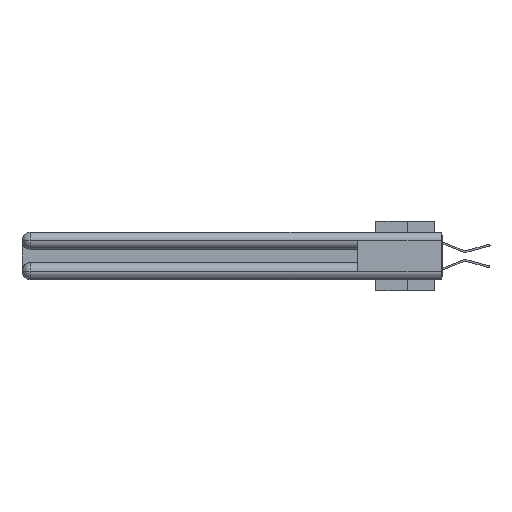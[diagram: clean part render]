
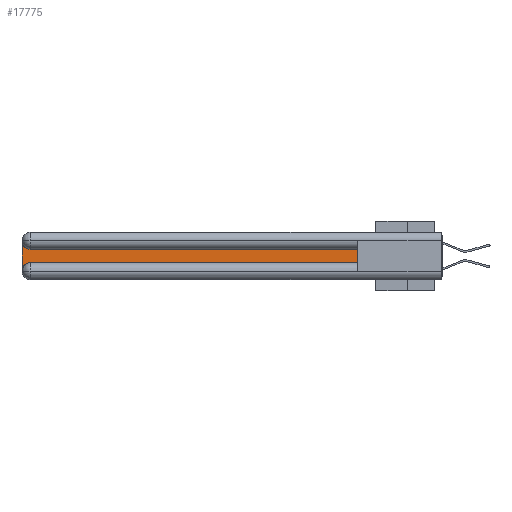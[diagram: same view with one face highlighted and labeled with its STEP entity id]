
A CAD part, left-side view. The second image highlights one B-rep face of the part: STEP entity #17775.
In plain terms, the highlighted planar face has unit normal (-1, 0, 0).
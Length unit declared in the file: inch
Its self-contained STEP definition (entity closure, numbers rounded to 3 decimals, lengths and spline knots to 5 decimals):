
#148 = VERTEX_POINT ( 'NONE', #10793 ) ;
#955 = AXIS2_PLACEMENT_3D ( 'NONE', #13428, #24965, #29834 ) ;
#1808 = EDGE_CURVE ( 'NONE', #148, #4236, #11984, .T. ) ;
#3108 = DIRECTION ( 'NONE',  ( 0., 0., -1. ) ) ;
#3208 = CARTESIAN_POINT ( 'NONE',  ( 0.075, 0.6, -0.2175 ) ) ;
#3268 = ORIENTED_EDGE ( 'NONE', *, *, #28194, .T. ) ;
#3283 = AXIS2_PLACEMENT_3D ( 'NONE', #16983, #26335, #7053 ) ;
#3929 = CARTESIAN_POINT ( 'NONE',  ( 0.075, 0.6, -0.2175 ) ) ;
#4236 = VERTEX_POINT ( 'NONE', #24110 ) ;
#4439 = VERTEX_POINT ( 'NONE', #25328 ) ;
#7053 = DIRECTION ( 'NONE',  ( 0., 0., -1. ) ) ;
#7211 = VECTOR ( 'NONE', #3108, 39.37008 ) ;
#7367 = PLANE ( 'NONE',  #3283 ) ;
#7424 = EDGE_LOOP ( 'NONE', ( #10244, #3268, #21135, #15714, #26092, #18391 ) ) ;
#7634 = CARTESIAN_POINT ( 'NONE',  ( 0.075, 3., -0.2175 ) ) ;
#7756 = LINE ( 'NONE', #30275, #18980 ) ;
#8330 = CARTESIAN_POINT ( 'NONE',  ( 0.075, 0.6, -0.1225 ) ) ;
#8582 = VECTOR ( 'NONE', #8858, 39.37008 ) ;
#8858 = DIRECTION ( 'NONE',  ( 0., -1., 0. ) ) ;
#8927 = VERTEX_POINT ( 'NONE', #11317 ) ;
#9972 = AXIS2_PLACEMENT_3D ( 'NONE', #15876, #25337, #11070 ) ;
#10244 = ORIENTED_EDGE ( 'NONE', *, *, #24538, .T. ) ;
#10475 = VECTOR ( 'NONE', #12748, 39.37008 ) ;
#10793 = CARTESIAN_POINT ( 'NONE',  ( 0.075, 3., -0.0625 ) ) ;
#11070 = DIRECTION ( 'NONE',  ( 0., 0., -1. ) ) ;
#11317 = CARTESIAN_POINT ( 'NONE',  ( 0.075, 2.94, -0.2175 ) ) ;
#11950 = EDGE_CURVE ( 'NONE', #8927, #20683, #21296, .T. ) ;
#11984 = LINE ( 'NONE', #7634, #7211 ) ;
#12532 = EDGE_CURVE ( 'NONE', #20683, #4439, #7756, .T. ) ;
#12748 = DIRECTION ( 'NONE',  ( 0., 1., 0. ) ) ;
#13428 = CARTESIAN_POINT ( 'NONE',  ( 0.075, 2.94, -0.2775 ) ) ;
#15714 = ORIENTED_EDGE ( 'NONE', *, *, #30367, .T. ) ;
#15876 = CARTESIAN_POINT ( 'NONE',  ( 0.075, 2.94, -0.0625 ) ) ;
#16983 = CARTESIAN_POINT ( 'NONE',  ( 0.075, 3., -0.1225 ) ) ;
#17775 = ADVANCED_FACE ( 'NONE', ( #18721 ), #7367, .F. ) ;
#18391 = ORIENTED_EDGE ( 'NONE', *, *, #12532, .T. ) ;
#18621 = CIRCLE ( 'NONE', #955, 0.06 ) ;
#18721 = FACE_OUTER_BOUND ( 'NONE', #7424, .T. ) ;
#18980 = VECTOR ( 'NONE', #27776, 39.37008 ) ;
#19888 = CIRCLE ( 'NONE', #9972, 0.06 ) ;
#20683 = VERTEX_POINT ( 'NONE', #3208 ) ;
#21135 = ORIENTED_EDGE ( 'NONE', *, *, #1808, .T. ) ;
#21296 = LINE ( 'NONE', #3929, #8582 ) ;
#23173 = LINE ( 'NONE', #8330, #10475 ) ;
#24110 = CARTESIAN_POINT ( 'NONE',  ( 0.075, 3., -0.2775 ) ) ;
#24538 = EDGE_CURVE ( 'NONE', #4439, #25771, #23173, .T. ) ;
#24965 = DIRECTION ( 'NONE',  ( 1., 0., 0. ) ) ;
#25328 = CARTESIAN_POINT ( 'NONE',  ( 0.075, 0.6, -0.1225 ) ) ;
#25337 = DIRECTION ( 'NONE',  ( 1., 0., 0. ) ) ;
#25771 = VERTEX_POINT ( 'NONE', #27008 ) ;
#26092 = ORIENTED_EDGE ( 'NONE', *, *, #11950, .T. ) ;
#26335 = DIRECTION ( 'NONE',  ( 1., 0., 0. ) ) ;
#27008 = CARTESIAN_POINT ( 'NONE',  ( 0.075, 2.94, -0.1225 ) ) ;
#27776 = DIRECTION ( 'NONE',  ( 0., 0., 1. ) ) ;
#28194 = EDGE_CURVE ( 'NONE', #25771, #148, #19888, .T. ) ;
#29834 = DIRECTION ( 'NONE',  ( 0., 0., -1. ) ) ;
#30275 = CARTESIAN_POINT ( 'NONE',  ( 0.075, 0.6, -0.2175 ) ) ;
#30367 = EDGE_CURVE ( 'NONE', #4236, #8927, #18621, .T. ) ;
